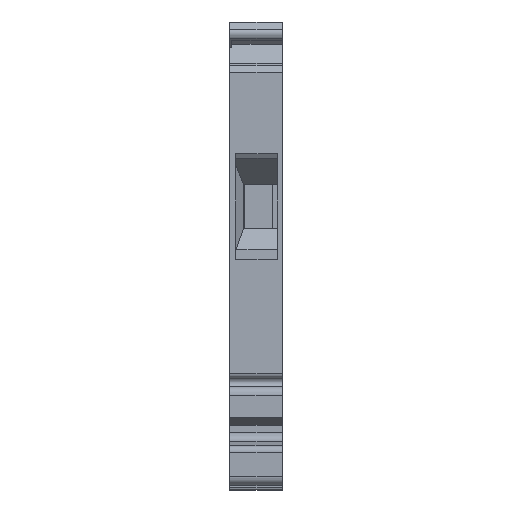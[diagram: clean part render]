
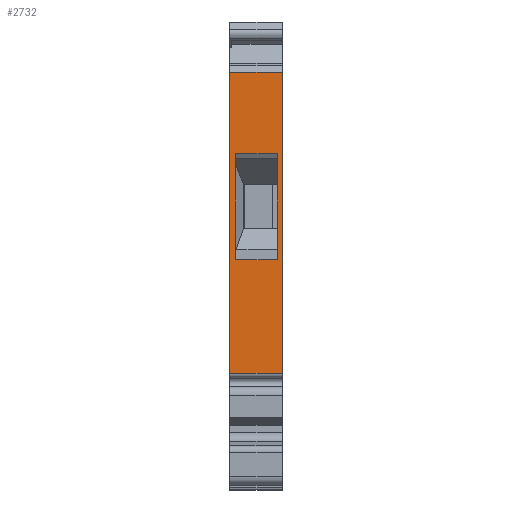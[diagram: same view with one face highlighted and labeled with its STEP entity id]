
A CAD part, left-side view. The second image highlights one B-rep face of the part: STEP entity #2732.
In plain terms, the highlighted planar face has unit normal (-1, 0, 0).
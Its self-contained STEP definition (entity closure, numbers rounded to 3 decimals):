
#371=ORIENTED_EDGE('',*,*,#1160,.F.);
#372=ORIENTED_EDGE('',*,*,#1161,.F.);
#373=ORIENTED_EDGE('',*,*,#1162,.F.);
#374=ORIENTED_EDGE('',*,*,#1163,.F.);
#375=ORIENTED_EDGE('',*,*,#1146,.T.);
#376=ORIENTED_EDGE('',*,*,#1164,.T.);
#377=ORIENTED_EDGE('',*,*,#1003,.F.);
#378=ORIENTED_EDGE('',*,*,#1165,.F.);
#1003=EDGE_CURVE('',#1402,#1403,#1675,.T.);
#1146=EDGE_CURVE('',#1539,#1538,#1767,.T.);
#1160=EDGE_CURVE('',#1547,#1548,#1778,.T.);
#1161=EDGE_CURVE('',#1549,#1547,#1779,.T.);
#1162=EDGE_CURVE('',#1550,#1549,#1780,.T.);
#1163=EDGE_CURVE('',#1548,#1550,#1781,.T.);
#1164=EDGE_CURVE('',#1538,#1403,#1782,.F.);
#1165=EDGE_CURVE('',#1539,#1402,#1783,.T.);
#1402=VERTEX_POINT('',#4008);
#1403=VERTEX_POINT('',#4010);
#1538=VERTEX_POINT('',#4293);
#1539=VERTEX_POINT('',#4295);
#1547=VERTEX_POINT('',#4319);
#1548=VERTEX_POINT('',#4320);
#1549=VERTEX_POINT('',#4322);
#1550=VERTEX_POINT('',#4324);
#1675=LINE('',#4009,#2014);
#1767=LINE('',#4294,#2106);
#1778=LINE('',#4318,#2117);
#1779=LINE('',#4321,#2118);
#1780=LINE('',#4323,#2119);
#1781=LINE('',#4325,#2120);
#1782=LINE('',#4326,#2121);
#1783=LINE('',#4327,#2122);
#2014=VECTOR('',#3190,1000.);
#2106=VECTOR('',#3396,1000.);
#2117=VECTOR('',#3417,1000.);
#2118=VECTOR('',#3418,1000.);
#2119=VECTOR('',#3419,1000.);
#2120=VECTOR('',#3420,1000.);
#2121=VECTOR('',#3421,1000.);
#2122=VECTOR('',#3422,1000.);
#2302=EDGE_LOOP('',(#371,#372,#373,#374));
#2303=EDGE_LOOP('',(#375,#376,#377,#378));
#2460=FACE_BOUND('',#2302,.T.);
#2461=FACE_BOUND('',#2303,.T.);
#2618=PLANE('',#2950);
#2732=ADVANCED_FACE('',(#2460,#2461),#2618,.F.);
#2950=AXIS2_PLACEMENT_3D('',#4317,#3415,#3416);
#3190=DIRECTION('',(0.,0.,-1.));
#3396=DIRECTION('',(0.,0.,-1.));
#3415=DIRECTION('',(1.,0.,0.));
#3416=DIRECTION('',(0.,0.,-1.));
#3417=DIRECTION('',(0.,0.,1.));
#3418=DIRECTION('',(0.,-1.,0.));
#3419=DIRECTION('',(0.,0.,-1.));
#3420=DIRECTION('',(0.,1.,0.));
#3421=DIRECTION('',(0.,1.,0.));
#3422=DIRECTION('',(0.,-1.,0.));
#4008=CARTESIAN_POINT('',(-23.5,-6.,20.8));
#4009=CARTESIAN_POINT('',(-23.5,-6.,26.5));
#4010=CARTESIAN_POINT('',(-23.5,-6.,-13.3));
#4293=CARTESIAN_POINT('',(-23.5,0.,-13.3));
#4294=CARTESIAN_POINT('',(-23.5,0.,26.5));
#4295=CARTESIAN_POINT('',(-23.5,0.,20.8));
#4317=CARTESIAN_POINT('',(-23.5,-6.,26.5));
#4318=CARTESIAN_POINT('',(-23.5,-5.4,-0.4));
#4319=CARTESIAN_POINT('',(-23.5,-5.4,-0.4));
#4320=CARTESIAN_POINT('',(-23.5,-5.4,11.6));
#4321=CARTESIAN_POINT('',(-23.5,-0.71,-0.4));
#4322=CARTESIAN_POINT('',(-23.5,-0.71,-0.4));
#4323=CARTESIAN_POINT('',(-23.5,-0.71,11.6));
#4324=CARTESIAN_POINT('',(-23.5,-0.71,11.6));
#4325=CARTESIAN_POINT('',(-23.5,-5.4,11.6));
#4326=CARTESIAN_POINT('',(-23.5,-6.,-13.3));
#4327=CARTESIAN_POINT('',(-23.5,65.091,20.8));
